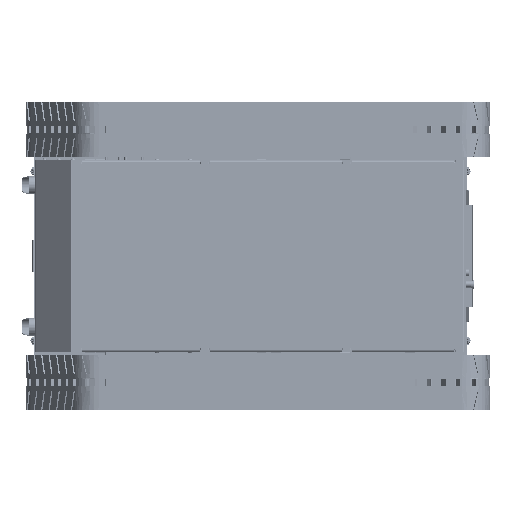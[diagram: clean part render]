
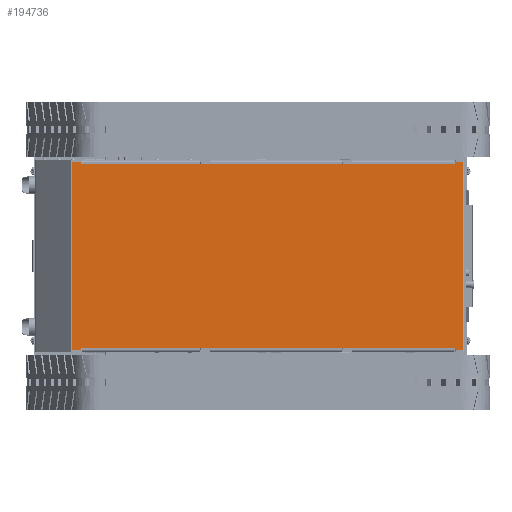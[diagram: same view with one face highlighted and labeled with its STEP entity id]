
A CAD part, front view. The second image highlights one B-rep face of the part: STEP entity #194736.
In plain terms, the highlighted planar face has unit normal (0, -1, 0).
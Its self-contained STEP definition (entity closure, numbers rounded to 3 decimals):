
#9454 = ORIENTED_EDGE ( 'NONE', *, *, #36632, .F. ) ;
#15549 = CARTESIAN_POINT ( 'NONE',  ( -1050.304, -185.075, 1281.909 ) ) ;
#22893 = LINE ( 'NONE', #125241, #330120 ) ;
#29620 = VERTEX_POINT ( 'NONE', #303572 ) ;
#36632 = EDGE_CURVE ( 'NONE', #87553, #267209, #282211, .T. ) ;
#36687 = VECTOR ( 'NONE', #235377, 1000. ) ;
#38553 = VERTEX_POINT ( 'NONE', #104421 ) ;
#44787 = ORIENTED_EDGE ( 'NONE', *, *, #284407, .F. ) ;
#44986 = CARTESIAN_POINT ( 'NONE',  ( -1013.304, -185.075, 501.909 ) ) ;
#49522 = LINE ( 'NONE', #290527, #172614 ) ;
#56013 = CARTESIAN_POINT ( 'NONE',  ( 569.696, -185.075, 493.909 ) ) ;
#57469 = EDGE_CURVE ( 'NONE', #97092, #87553, #90213, .T. ) ;
#70243 = EDGE_CURVE ( 'NONE', #125113, #96426, #131991, .T. ) ;
#72355 = CARTESIAN_POINT ( 'NONE',  ( -1050.304, -185.075, 1289.909 ) ) ;
#79389 = LINE ( 'NONE', #316987, #132087 ) ;
#81449 = DIRECTION ( 'NONE',  ( 0., -1., 0. ) ) ;
#84896 = CARTESIAN_POINT ( 'NONE',  ( -222.804, -185.075, 891.909 ) ) ;
#87553 = VERTEX_POINT ( 'NONE', #256200 ) ;
#89548 = ORIENTED_EDGE ( 'NONE', *, *, #294223, .F. ) ;
#90213 = LINE ( 'NONE', #15549, #143256 ) ;
#96339 = CARTESIAN_POINT ( 'NONE',  ( 569.696, -185.075, 1281.909 ) ) ;
#96426 = VERTEX_POINT ( 'NONE', #111729 ) ;
#97092 = VERTEX_POINT ( 'NONE', #322064 ) ;
#104421 = CARTESIAN_POINT ( 'NONE',  ( -1013.304, -185.075, 1281.909 ) ) ;
#105274 = CARTESIAN_POINT ( 'NONE',  ( -1050.304, -185.075, 1281.909 ) ) ;
#110892 = PLANE ( 'NONE',  #156567 ) ;
#111729 = CARTESIAN_POINT ( 'NONE',  ( 604.696, -185.075, 493.909 ) ) ;
#114529 = DIRECTION ( 'NONE',  ( 0., 0., 1. ) ) ;
#115023 = VERTEX_POINT ( 'NONE', #96339 ) ;
#119525 = VECTOR ( 'NONE', #230498, 1000. ) ;
#121608 = VECTOR ( 'NONE', #309137, 1000. ) ;
#125113 = VERTEX_POINT ( 'NONE', #154732 ) ;
#125241 = CARTESIAN_POINT ( 'NONE',  ( -1050.304, -185.075, 501.909 ) ) ;
#126083 = DIRECTION ( 'NONE',  ( 1., 0., 0. ) ) ;
#128689 = DIRECTION ( 'NONE',  ( -1., 0., 0. ) ) ;
#130235 = DIRECTION ( 'NONE',  ( 0., 0., -1. ) ) ;
#131991 = LINE ( 'NONE', #211765, #195441 ) ;
#132087 = VECTOR ( 'NONE', #310125, 1000. ) ;
#133969 = CARTESIAN_POINT ( 'NONE',  ( -1013.304, -185.075, 1289.909 ) ) ;
#137565 = ORIENTED_EDGE ( 'NONE', *, *, #300983, .F. ) ;
#140073 = ORIENTED_EDGE ( 'NONE', *, *, #57469, .F. ) ;
#140367 = EDGE_CURVE ( 'NONE', #29620, #178839, #176800, .T. ) ;
#143256 = VECTOR ( 'NONE', #114529, 1000. ) ;
#143490 = VERTEX_POINT ( 'NONE', #307781 ) ;
#150254 = EDGE_LOOP ( 'NONE', ( #197678, #327100, #333517, #206541, #234611, #9454, #140073, #137565, #187754, #89548, #201131, #44787 ) ) ;
#151841 = VECTOR ( 'NONE', #130235, 1000. ) ;
#152236 = LINE ( 'NONE', #207654, #36687 ) ;
#152309 = VECTOR ( 'NONE', #264833, 1000. ) ;
#154585 = CARTESIAN_POINT ( 'NONE',  ( 569.696, -185.075, 501.909 ) ) ;
#154732 = CARTESIAN_POINT ( 'NONE',  ( 604.696, -185.075, 1289.909 ) ) ;
#155011 = DIRECTION ( 'NONE',  ( 1., 0., 0. ) ) ;
#156290 = CARTESIAN_POINT ( 'NONE',  ( -1013.304, -185.075, 1281.909 ) ) ;
#156567 = AXIS2_PLACEMENT_3D ( 'NONE', #84896, #81449, #267048 ) ;
#166660 = VERTEX_POINT ( 'NONE', #56013 ) ;
#172614 = VECTOR ( 'NONE', #186445, 1000. ) ;
#174308 = EDGE_CURVE ( 'NONE', #38553, #115023, #303177, .T. ) ;
#176800 = LINE ( 'NONE', #44986, #119525 ) ;
#178839 = VERTEX_POINT ( 'NONE', #296847 ) ;
#185747 = DIRECTION ( 'NONE',  ( 0., 0., -1. ) ) ;
#186445 = DIRECTION ( 'NONE',  ( -1., 0., 0. ) ) ;
#187754 = ORIENTED_EDGE ( 'NONE', *, *, #140367, .F. ) ;
#192912 = VECTOR ( 'NONE', #126083, 1000. ) ;
#194736 = ADVANCED_FACE ( 'NONE', ( #268742 ), #110892, .T. ) ;
#195441 = VECTOR ( 'NONE', #185747, 1000. ) ;
#196163 = EDGE_CURVE ( 'NONE', #267209, #38553, #338387, .T. ) ;
#197678 = ORIENTED_EDGE ( 'NONE', *, *, #70243, .F. ) ;
#201131 = ORIENTED_EDGE ( 'NONE', *, *, #246316, .F. ) ;
#203325 = LINE ( 'NONE', #231050, #121608 ) ;
#206541 = ORIENTED_EDGE ( 'NONE', *, *, #174308, .F. ) ;
#207654 = CARTESIAN_POINT ( 'NONE',  ( 569.696, -185.075, 1281.909 ) ) ;
#211765 = CARTESIAN_POINT ( 'NONE',  ( 604.696, -185.075, 1281.909 ) ) ;
#230498 = DIRECTION ( 'NONE',  ( 0., 0., -1. ) ) ;
#231050 = CARTESIAN_POINT ( 'NONE',  ( 569.696, -185.075, 501.909 ) ) ;
#234611 = ORIENTED_EDGE ( 'NONE', *, *, #196163, .F. ) ;
#235377 = DIRECTION ( 'NONE',  ( 0., 0., 1. ) ) ;
#246316 = EDGE_CURVE ( 'NONE', #166660, #321688, #203325, .T. ) ;
#256200 = CARTESIAN_POINT ( 'NONE',  ( -1050.304, -185.075, 1289.909 ) ) ;
#259824 = EDGE_CURVE ( 'NONE', #115023, #143490, #152236, .T. ) ;
#264833 = DIRECTION ( 'NONE',  ( 1., 0., 0. ) ) ;
#267048 = DIRECTION ( 'NONE',  ( 0., 0., 1. ) ) ;
#267209 = VERTEX_POINT ( 'NONE', #133969 ) ;
#268742 = FACE_OUTER_BOUND ( 'NONE', #150254, .T. ) ;
#282211 = LINE ( 'NONE', #72355, #192912 ) ;
#284407 = EDGE_CURVE ( 'NONE', #96426, #166660, #79389, .T. ) ;
#285061 = VECTOR ( 'NONE', #155011, 1000. ) ;
#288535 = LINE ( 'NONE', #317953, #285061 ) ;
#290527 = CARTESIAN_POINT ( 'NONE',  ( -1050.304, -185.075, 493.909 ) ) ;
#294223 = EDGE_CURVE ( 'NONE', #321688, #29620, #22893, .T. ) ;
#296847 = CARTESIAN_POINT ( 'NONE',  ( -1013.304, -185.075, 493.909 ) ) ;
#300983 = EDGE_CURVE ( 'NONE', #178839, #97092, #49522, .T. ) ;
#303177 = LINE ( 'NONE', #105274, #152309 ) ;
#303572 = CARTESIAN_POINT ( 'NONE',  ( -1013.304, -185.075, 501.909 ) ) ;
#307781 = CARTESIAN_POINT ( 'NONE',  ( 569.696, -185.075, 1289.909 ) ) ;
#309137 = DIRECTION ( 'NONE',  ( 0., 0., 1. ) ) ;
#310125 = DIRECTION ( 'NONE',  ( -1., 0., 0. ) ) ;
#316987 = CARTESIAN_POINT ( 'NONE',  ( 604.696, -185.075, 493.909 ) ) ;
#317953 = CARTESIAN_POINT ( 'NONE',  ( 604.696, -185.075, 1289.909 ) ) ;
#321688 = VERTEX_POINT ( 'NONE', #154585 ) ;
#322064 = CARTESIAN_POINT ( 'NONE',  ( -1050.304, -185.075, 493.909 ) ) ;
#327100 = ORIENTED_EDGE ( 'NONE', *, *, #343013, .F. ) ;
#330120 = VECTOR ( 'NONE', #128689, 1000. ) ;
#333517 = ORIENTED_EDGE ( 'NONE', *, *, #259824, .F. ) ;
#338387 = LINE ( 'NONE', #156290, #151841 ) ;
#343013 = EDGE_CURVE ( 'NONE', #143490, #125113, #288535, .T. ) ;
